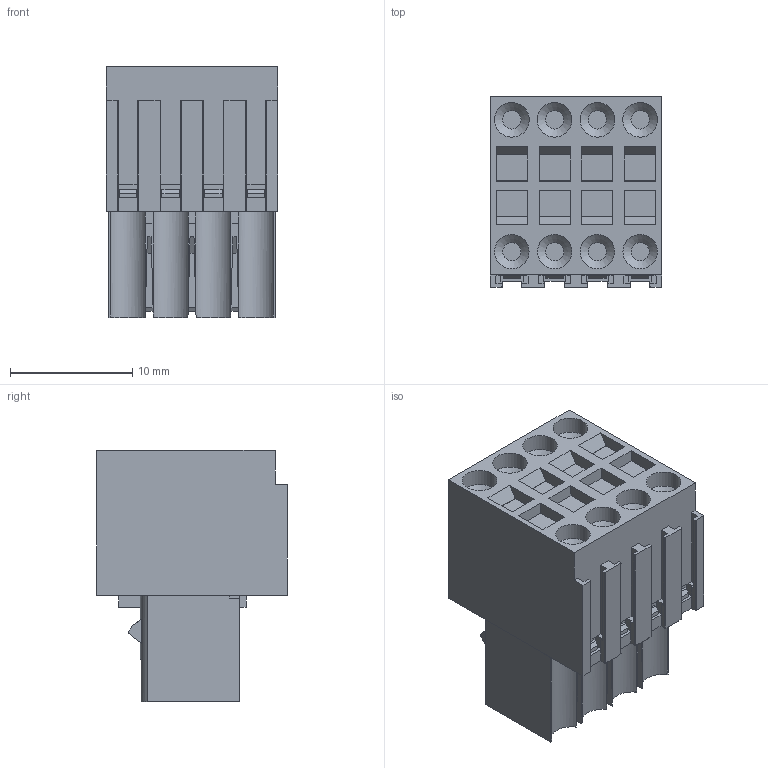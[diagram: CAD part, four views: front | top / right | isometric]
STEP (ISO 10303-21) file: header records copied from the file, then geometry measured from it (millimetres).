
FILE_DESCRIPTION(/* description */ ('Unknown'),/* implementation_level */ '2;1');
FILE_NAME(/* name */ 'MC600-35004-20230410',/* time_stamp */ '2023-04-10T13:23:43+08:00',/* author */ ('Unknown'),/* organization */ ('Unknown'),/* preprocessor_version */ 'ST-DEVELOPER v16.7',/* originating_system */ 'DEX',/* authorisation */ $);
FILE_SCHEMA (('AUTOMOTIVE_DESIGN {1 0 10303 214 3 1 1}'));
Length unit declared in the file: millimetre
Products named in the file (1): MC600-35004-20230410
Bounding box: 14 x 15.6 x 20.56 mm (x, y, z)
Volume: 3175.6 mm3; surface area: 2005.4 mm2
Topology: 1 solids, 9 shells, 420 faces, 1098 edges, 724 vertices
Faces by surface type: plane 356, cylinder 56, cone 8
Full cylindrical faces by diameter (mm): 2.82 x4, 2.84 x4
Entity records: 15688 total; most frequent: CARTESIAN_POINT 2341, ORIENTED_EDGE 2164, DIRECTION 2054, EDGE_CURVE 1082, LINE 924, VECTOR 924, VERTEX_POINT 724, AXIS2_PLACEMENT_3D 565
